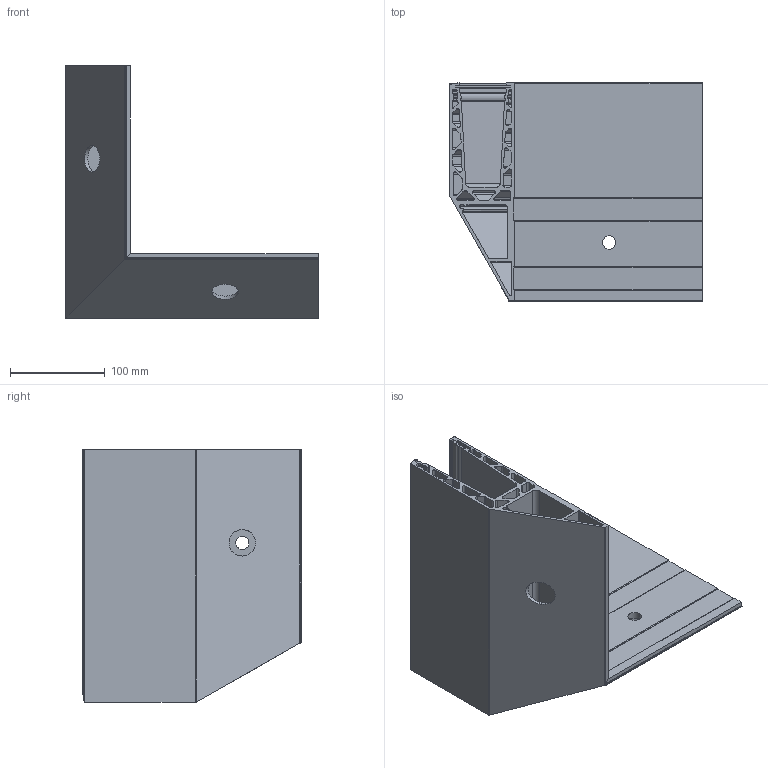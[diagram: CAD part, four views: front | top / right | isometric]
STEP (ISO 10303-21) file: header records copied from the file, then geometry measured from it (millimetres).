
FILE_DESCRIPTION (( 'STEP AP214' ), '1' );
FILE_NAME ('AL_0011-PROXL-N-E-90-OUT.STEP', '2024-07-02T13:45:22', ( '' ), ( '' ), 'SwSTEP 2.0', 'SolidWorks 2019', '' );
FILE_SCHEMA (( 'AUTOMOTIVE_DESIGN' ));
Length unit declared in the file: millimetre
Products named in the file (1): AL_0011-PROXL-N-E-90-OUT
Bounding box: 266 x 230 x 266 mm (x, y, z)
Volume: 1414294.2 mm3; surface area: 790345.4 mm2
Topology: 1 solids, 1 shells, 474 faces, 1184 edges, 712 vertices
Faces by surface type: cylinder 276, plane 198
Entity records: 13898 total; most frequent: CARTESIAN_POINT 2797, ORIENTED_EDGE 2368, DIRECTION 2268, EDGE_CURVE 1184, VECTOR 766, LINE 766, AXIS2_PLACEMENT_3D 751, VERTEX_POINT 712
